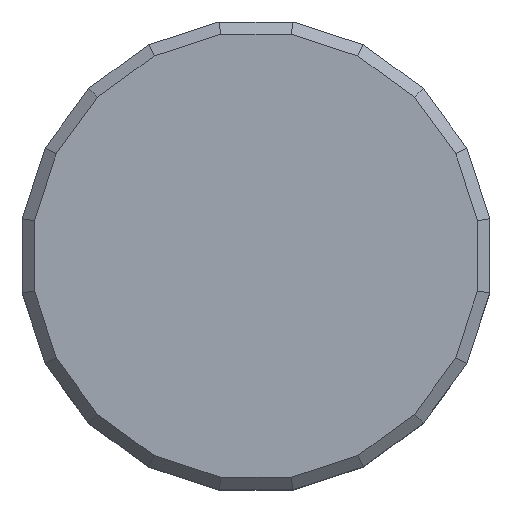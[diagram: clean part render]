
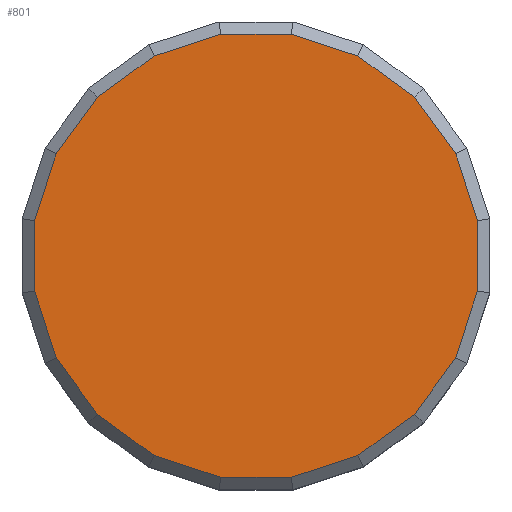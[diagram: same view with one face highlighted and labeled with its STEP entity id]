
A CAD part, top view. The second image highlights one B-rep face of the part: STEP entity #801.
In plain terms, the highlighted planar face has unit normal (0, 0, 1).
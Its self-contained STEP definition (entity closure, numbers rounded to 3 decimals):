
#57=FACE_OUTER_BOUND('',#104,.T.);
#104=EDGE_LOOP('',(#628,#629,#630,#631,#632,#633,#634,#635,#636,#637,#638,
#639,#640,#641,#642,#643,#644,#645,#646,#647));
#125=LINE('',#1107,#230);
#129=LINE('',#1114,#234);
#132=LINE('',#1120,#237);
#135=LINE('',#1126,#240);
#138=LINE('',#1132,#243);
#141=LINE('',#1138,#246);
#144=LINE('',#1144,#249);
#147=LINE('',#1150,#252);
#148=LINE('',#1154,#253);
#153=LINE('',#1162,#258);
#154=LINE('',#1165,#259);
#157=LINE('',#1171,#262);
#160=LINE('',#1177,#265);
#163=LINE('',#1183,#268);
#166=LINE('',#1189,#271);
#169=LINE('',#1195,#274);
#172=LINE('',#1201,#277);
#175=LINE('',#1207,#280);
#178=LINE('',#1213,#283);
#181=LINE('',#1218,#286);
#230=VECTOR('',#893,10.);
#234=VECTOR('',#899,10.);
#237=VECTOR('',#904,10.);
#240=VECTOR('',#909,10.);
#243=VECTOR('',#914,10.);
#246=VECTOR('',#919,10.);
#249=VECTOR('',#924,10.);
#252=VECTOR('',#929,10.);
#253=VECTOR('',#932,10.);
#258=VECTOR('',#939,10.);
#259=VECTOR('',#942,10.);
#262=VECTOR('',#947,10.);
#265=VECTOR('',#952,10.);
#268=VECTOR('',#957,10.);
#271=VECTOR('',#962,10.);
#274=VECTOR('',#967,10.);
#277=VECTOR('',#972,10.);
#280=VECTOR('',#977,10.);
#283=VECTOR('',#982,10.);
#286=VECTOR('',#987,10.);
#335=VERTEX_POINT('',#1104);
#336=VERTEX_POINT('',#1106);
#338=VERTEX_POINT('',#1112);
#340=VERTEX_POINT('',#1118);
#342=VERTEX_POINT('',#1124);
#344=VERTEX_POINT('',#1130);
#346=VERTEX_POINT('',#1136);
#348=VERTEX_POINT('',#1142);
#350=VERTEX_POINT('',#1148);
#351=VERTEX_POINT('',#1152);
#352=VERTEX_POINT('',#1153);
#355=VERTEX_POINT('',#1164);
#357=VERTEX_POINT('',#1170);
#359=VERTEX_POINT('',#1176);
#361=VERTEX_POINT('',#1182);
#363=VERTEX_POINT('',#1188);
#365=VERTEX_POINT('',#1194);
#367=VERTEX_POINT('',#1200);
#369=VERTEX_POINT('',#1206);
#371=VERTEX_POINT('',#1212);
#401=EDGE_CURVE('',#335,#336,#125,.T.);
#405=EDGE_CURVE('',#338,#335,#129,.T.);
#408=EDGE_CURVE('',#340,#338,#132,.T.);
#411=EDGE_CURVE('',#342,#340,#135,.T.);
#414=EDGE_CURVE('',#344,#342,#138,.T.);
#417=EDGE_CURVE('',#346,#344,#141,.T.);
#420=EDGE_CURVE('',#348,#346,#144,.T.);
#423=EDGE_CURVE('',#350,#348,#147,.T.);
#424=EDGE_CURVE('',#351,#352,#148,.T.);
#429=EDGE_CURVE('',#352,#350,#153,.T.);
#430=EDGE_CURVE('',#355,#351,#154,.T.);
#433=EDGE_CURVE('',#357,#355,#157,.T.);
#436=EDGE_CURVE('',#359,#357,#160,.T.);
#439=EDGE_CURVE('',#361,#359,#163,.T.);
#442=EDGE_CURVE('',#363,#361,#166,.T.);
#445=EDGE_CURVE('',#365,#363,#169,.T.);
#448=EDGE_CURVE('',#367,#365,#172,.T.);
#451=EDGE_CURVE('',#369,#367,#175,.T.);
#454=EDGE_CURVE('',#371,#369,#178,.T.);
#457=EDGE_CURVE('',#336,#371,#181,.T.);
#628=ORIENTED_EDGE('',*,*,#424,.F.);
#629=ORIENTED_EDGE('',*,*,#430,.F.);
#630=ORIENTED_EDGE('',*,*,#433,.F.);
#631=ORIENTED_EDGE('',*,*,#436,.F.);
#632=ORIENTED_EDGE('',*,*,#439,.F.);
#633=ORIENTED_EDGE('',*,*,#442,.F.);
#634=ORIENTED_EDGE('',*,*,#445,.F.);
#635=ORIENTED_EDGE('',*,*,#448,.F.);
#636=ORIENTED_EDGE('',*,*,#451,.F.);
#637=ORIENTED_EDGE('',*,*,#454,.F.);
#638=ORIENTED_EDGE('',*,*,#457,.F.);
#639=ORIENTED_EDGE('',*,*,#401,.F.);
#640=ORIENTED_EDGE('',*,*,#405,.F.);
#641=ORIENTED_EDGE('',*,*,#408,.F.);
#642=ORIENTED_EDGE('',*,*,#411,.F.);
#643=ORIENTED_EDGE('',*,*,#414,.F.);
#644=ORIENTED_EDGE('',*,*,#417,.F.);
#645=ORIENTED_EDGE('',*,*,#420,.F.);
#646=ORIENTED_EDGE('',*,*,#423,.F.);
#647=ORIENTED_EDGE('',*,*,#429,.F.);
#756=PLANE('',#863);
#801=ADVANCED_FACE('',(#57),#756,.T.);
#863=AXIS2_PLACEMENT_3D('',#1262,#1030,#1031);
#893=DIRECTION('',(0.809,0.588,0.));
#899=DIRECTION('',(0.588,0.809,0.));
#904=DIRECTION('',(0.309,0.951,0.));
#909=DIRECTION('',(0.,1.,0.));
#914=DIRECTION('',(-0.309,0.951,0.));
#919=DIRECTION('',(-0.588,0.809,0.));
#924=DIRECTION('',(-0.809,0.588,0.));
#929=DIRECTION('',(-0.951,0.309,0.));
#932=DIRECTION('',(-0.951,-0.309,0.));
#939=DIRECTION('',(-1.,0.,0.));
#942=DIRECTION('',(-0.809,-0.588,0.));
#947=DIRECTION('',(-0.588,-0.809,0.));
#952=DIRECTION('',(-0.309,-0.951,0.));
#957=DIRECTION('',(0.,-1.,0.));
#962=DIRECTION('',(0.309,-0.951,0.));
#967=DIRECTION('',(0.588,-0.809,0.));
#972=DIRECTION('',(0.809,-0.588,0.));
#977=DIRECTION('',(0.951,-0.309,0.));
#982=DIRECTION('',(1.,0.,0.));
#987=DIRECTION('',(0.951,0.309,0.));
#1030=DIRECTION('center_axis',(0.,0.,
1.));
#1031=DIRECTION('ref_axis',(1.,0.,0.));
#1104=CARTESIAN_POINT('',(-31.622,-32.885,36.426));
#1106=CARTESIAN_POINT('',(-29.316,-31.21,36.426));
#1107=CARTESIAN_POINT('',(-31.078,-32.49,36.426));
#1112=CARTESIAN_POINT('',(-33.298,-35.192,36.426));
#1114=CARTESIAN_POINT('',(-32.902,-34.647,36.426));
#1118=CARTESIAN_POINT('',(-34.179,-37.903,36.426));
#1120=CARTESIAN_POINT('',(-33.971,-37.263,36.426));
#1124=CARTESIAN_POINT('',(-34.179,-40.754,36.426));
#1126=CARTESIAN_POINT('',(-34.179,-40.081,36.426));
#1130=CARTESIAN_POINT('',(-33.298,-43.466,36.426));
#1132=CARTESIAN_POINT('',(-33.506,-42.825,36.426));
#1136=CARTESIAN_POINT('',(-31.622,-45.772,36.426));
#1138=CARTESIAN_POINT('',(-32.018,-45.227,36.426));
#1142=CARTESIAN_POINT('',(-29.316,-47.448,36.426));
#1144=CARTESIAN_POINT('',(-29.86,-47.052,36.426));
#1148=CARTESIAN_POINT('',(-26.604,-48.329,36.426));
#1150=CARTESIAN_POINT('',(-27.245,-48.121,36.426));
#1152=CARTESIAN_POINT('',(-21.042,-47.448,36.426));
#1153=CARTESIAN_POINT('',(-23.754,-48.329,36.426));
#1154=CARTESIAN_POINT('',(-21.682,-47.656,36.426));
#1162=CARTESIAN_POINT('',(-24.427,-48.329,36.426));
#1164=CARTESIAN_POINT('',(-18.736,-45.772,36.426));
#1165=CARTESIAN_POINT('',(-19.28,-46.168,36.426));
#1170=CARTESIAN_POINT('',(-17.06,-43.466,36.426));
#1171=CARTESIAN_POINT('',(-17.456,-44.01,36.426));
#1176=CARTESIAN_POINT('',(-16.179,-40.754,36.426));
#1177=CARTESIAN_POINT('',(-16.387,-41.394,36.426));
#1182=CARTESIAN_POINT('',(-16.179,-37.903,36.426));
#1183=CARTESIAN_POINT('',(-16.179,-38.576,36.426));
#1188=CARTESIAN_POINT('',(-17.06,-35.192,36.426));
#1189=CARTESIAN_POINT('',(-16.852,-35.832,36.426));
#1194=CARTESIAN_POINT('',(-18.736,-32.885,36.426));
#1195=CARTESIAN_POINT('',(-18.34,-33.43,36.426));
#1200=CARTESIAN_POINT('',(-21.042,-31.21,36.426));
#1201=CARTESIAN_POINT('',(-20.498,-31.605,36.426));
#1206=CARTESIAN_POINT('',(-23.754,-30.329,36.426));
#1207=CARTESIAN_POINT('',(-23.113,-30.537,36.426));
#1212=CARTESIAN_POINT('',(-26.604,-30.329,36.426));
#1213=CARTESIAN_POINT('',(-25.931,-30.329,36.426));
#1218=CARTESIAN_POINT('',(-28.676,-31.002,36.426));
#1262=CARTESIAN_POINT('Origin',(-25.179,-39.329,36.426));
